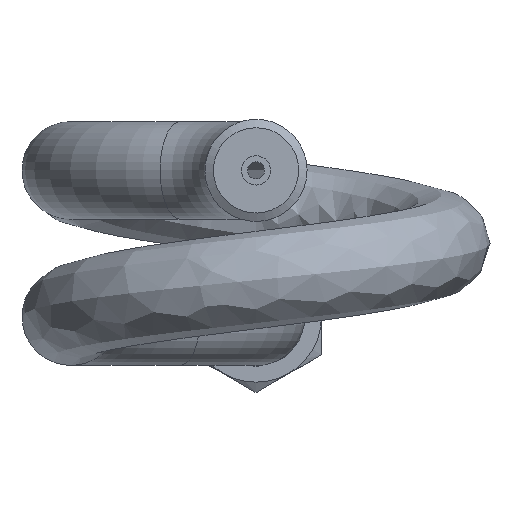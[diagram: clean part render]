
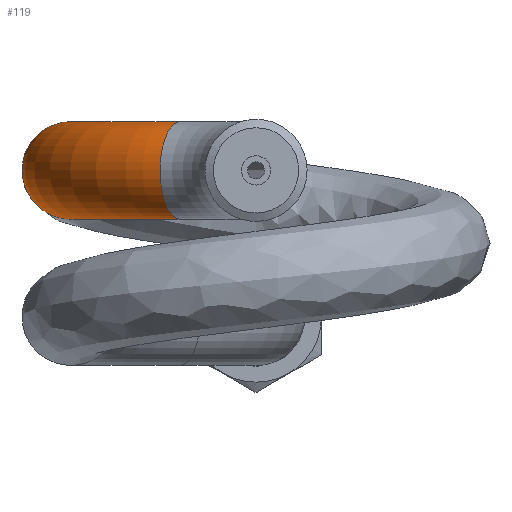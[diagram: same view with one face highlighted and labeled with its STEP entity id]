
A CAD part, left-side view. The second image highlights one B-rep face of the part: STEP entity #119.
In plain terms, the highlighted toroidal (fillet/blend) face has major radius 38 mm and minor radius 10 mm.
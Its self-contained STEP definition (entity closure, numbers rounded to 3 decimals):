
#119 = ADVANCED_FACE( '', ( #298, #299 ), #300, .T. );
#298 = FACE_OUTER_BOUND( '', #716, .T. );
#299 = FACE_OUTER_BOUND( '', #717, .T. );
#300 = TOROIDAL_SURFACE( '', #718, 38., 10. );
#716 = EDGE_LOOP( '', ( #2537 ) );
#717 = EDGE_LOOP( '', ( #2538 ) );
#718 = AXIS2_PLACEMENT_3D( '', #2539, #2540, #2541 );
#2537 = ORIENTED_EDGE( '', *, *, #2966, .T. );
#2538 = ORIENTED_EDGE( '', *, *, #2967, .T. );
#2539 = CARTESIAN_POINT( '', ( 0., 0., 30. ) );
#2540 = DIRECTION( '', ( 0., 0., 1. ) );
#2541 = DIRECTION( '', ( 1., 0., 0. ) );
#2966 = EDGE_CURVE( '', #3166, #3166, #3167, .T. );
#2967 = EDGE_CURVE( '', #3168, #3168, #3169, .T. );
#3166 = VERTEX_POINT( '', #3433 );
#3167 = CIRCLE( '', #3434, 10. );
#3168 = VERTEX_POINT( '', #3435 );
#3169 = CIRCLE( '', #3436, 10. );
#3433 = CARTESIAN_POINT( '', ( 0., 48., 30. ) );
#3434 = AXIS2_PLACEMENT_3D( '', #3907, #3908, #3909 );
#3435 = CARTESIAN_POINT( '', ( -43.783, 19.675, 30. ) );
#3436 = AXIS2_PLACEMENT_3D( '', #3910, #3911, #3912 );
#3907 = CARTESIAN_POINT( '', ( 0., 38., 30. ) );
#3908 = DIRECTION( '', ( -1., 0., 0. ) );
#3909 = DIRECTION( '', ( 0., 1., 0. ) );
#3910 = CARTESIAN_POINT( '', ( -34.661, 15.576, 30. ) );
#3911 = DIRECTION( '', ( 0.41, 0.912, 0. ) );
#3912 = DIRECTION( '', ( -0.912, 0.41, 0. ) );
